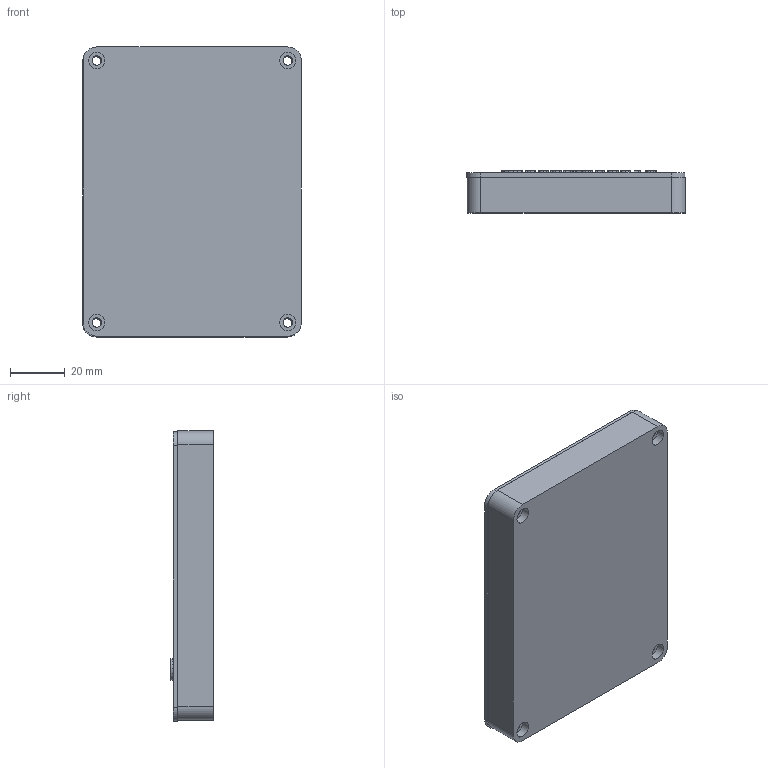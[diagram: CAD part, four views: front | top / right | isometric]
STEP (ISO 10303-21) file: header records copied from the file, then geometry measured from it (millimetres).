
FILE_DESCRIPTION(/* description */ (''),/* implementation_level */ '2;1');
FILE_NAME(/* name */ 'hackpad wpcb.step',/* time_stamp */ '2026-01-06T23:20:14-06:00',/* author */ (''),/* organization */ (''),/* preprocessor_version */ 'ST-DEVELOPER v20.1',/* originating_system */ 'Autodesk Translation Framework v14.21.0.0',/* authorisation */ '');
FILE_SCHEMA (('AUTOMOTIVE_DESIGN { 1 0 10303 214 3 1 1 }'));
Length unit declared in the file: millimetre
Products named in the file (6): 2025-12-07-00-39-37-076; 2025-12-06-23-06-19-863; 2025-12-06-11-34-52-260; 3x3Macro 1; 3x3Macro_PCB; D_SOD-523
Assembly tree (13 placements, depth 4):
  2025-12-07-00-39-37-076
    2025-12-06-23-06-19-863
    2025-12-06-11-34-52-260
    3x3Macro 1
      3x3Macro_PCB
        D_SOD-523  x9
Bounding box: 80.2 x 15.64 x 106.36 mm (x, y, z)
Volume: 72461.4 mm3; surface area: 51059.4 mm2
Topology: 12 solids, 12 shells, 1193 faces, 3207 edges, 2102 vertices
Faces by surface type: bspline 590, plane 488, cylinder 115
Full cylindrical faces by diameter (mm): 0.889 x14, 1.5 x18, 1.7 x18, 3.4 x8, 4 x9, 6 x4
Entity records: 37383 total; most frequent: CARTESIAN_POINT 15567, ORIENTED_EDGE 5454, EDGE_CURVE 2727, DIRECTION 2589, VERTEX_POINT 1814, LINE 1317, VECTOR 1317, EDGE_LOOP 1185
